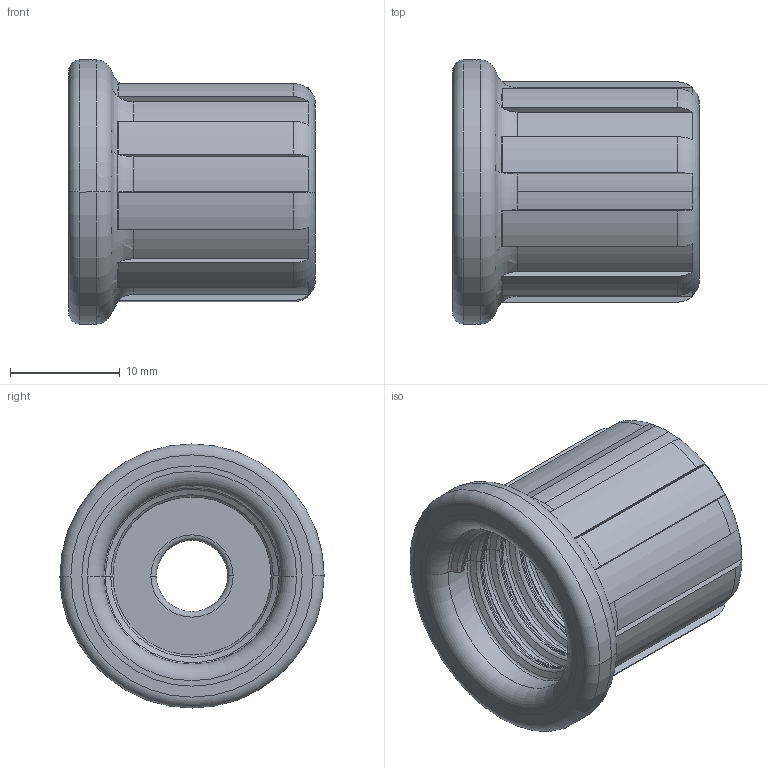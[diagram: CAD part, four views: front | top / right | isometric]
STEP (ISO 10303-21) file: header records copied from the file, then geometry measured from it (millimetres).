
FILE_DESCRIPTION(('CATIA V5 STEP Exchange'),'2;1');
FILE_NAME('BOS_V2_TDS_CAP.stp','2023-11-26T18:55:49+00:00',('none'),('none'),'CATIA Unofficial Packaging Version SP3','CATIA V5 STEP AP203','none');
FILE_SCHEMA(('CONFIG_CONTROL_DESIGN'));
Length unit declared in the file: millimetre
Products named in the file (1): BOS_V2_TDS_CAP
Bounding box: 22.5 x 24.1 x 24.1 mm (x, y, z)
Volume: 3770.4 mm3; surface area: 3362.5 mm2
Topology: 1 solids, 1 shells, 153 faces, 365 edges, 216 vertices
Faces by surface type: bspline 64, cylinder 33, torus 32, plane 24
Entity records: 6019 total; most frequent: CARTESIAN_POINT 3165, ORIENTED_EDGE 730, EDGE_CURVE 365, DIRECTION 339, AXIS2_PLACEMENT_3D 220, VERTEX_POINT 216, CIRCLE 167, EDGE_LOOP 157
